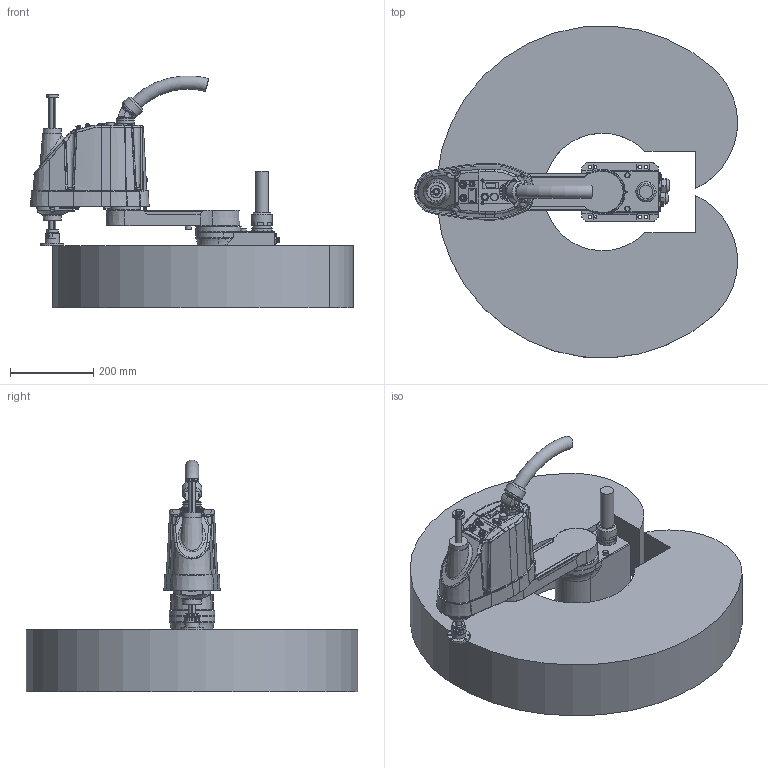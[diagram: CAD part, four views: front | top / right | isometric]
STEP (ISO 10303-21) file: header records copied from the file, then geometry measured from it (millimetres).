
FILE_DESCRIPTION (( 'STEP AP203' ), '1' );
FILE_NAME ('GBT-S3A-400-仿真模型(带运动范围).STEP', '2025-08-11T02:30:24', ( '' ), ( '' ), 'SwSTEP 2.0', 'SolidWorks 2020', '' );
FILE_SCHEMA (( 'CONFIG_CONTROL_DESIGN' ));
Length unit declared in the file: millimetre
Products named in the file (6): GBT-S3A-400.00_D; GBT-S3A-300.00_D; GBT-S3A-200.01-D; GBT-S3A-100.00-D; GBT-S3A-400-仿真模型(带运动范围); GBT-S3A-400毓峓芞
Assembly tree (5 placements, depth 2):
  GBT-S3A-400-仿真模型(带运动范围)
    GBT-S3A-100.00-D
    GBT-S3A-200.01-D
    GBT-S3A-300.00_D
    GBT-S3A-400.00_D
    GBT-S3A-400毓峓芞
Bounding box: 778.16 x 798.98 x 558.08 mm (x, y, z)
Volume: 62955509.2 mm3; surface area: 2108613.7 mm2
Topology: 5 solids, 8 shells, 1946 faces, 4817 edges, 2929 vertices
Faces by surface type: plane 804, cylinder 580, bspline 211, cone 184, torus 112, sphere 55
Full cylindrical faces by diameter (mm): 2.5 x2, 3 x18, 3.3 x6, 3.4 x2, 4 x4, 4.2 x1, 5 x6, 5.5 x12, 5.6 x9, 6 x3, 6.8 x5, 7 x15, 7.5 x6, 7.9 x3, 8.5 x1, 8.6 x3, 8.8 x9, 9 x7, 10 x2, 11 x12, 12 x1, 13 x2, 13.379 x1, 14 x3, 16 x3, 16.8 x1, 18 x2, 18.8 x1, 22 x1, 25.7 x3
Entity records: 77311 total; most frequent: CARTESIAN_POINT 33710, DIRECTION 8845, ORIENTED_EDGE 8816, EDGE_CURVE 4408, AXIS2_PLACEMENT_3D 3473, VERTEX_POINT 2824, EDGE_LOOP 2416, FACE_OUTER_BOUND 2158
